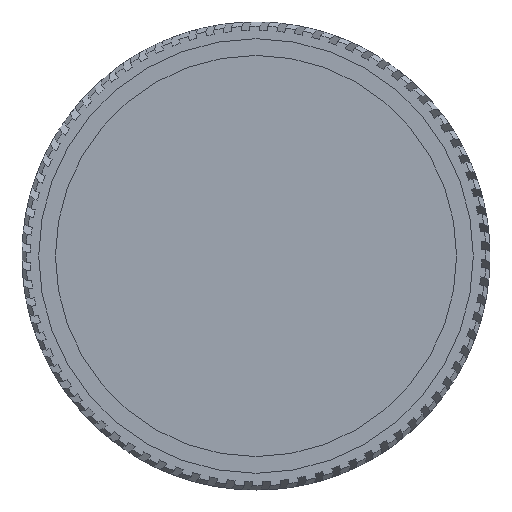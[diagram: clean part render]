
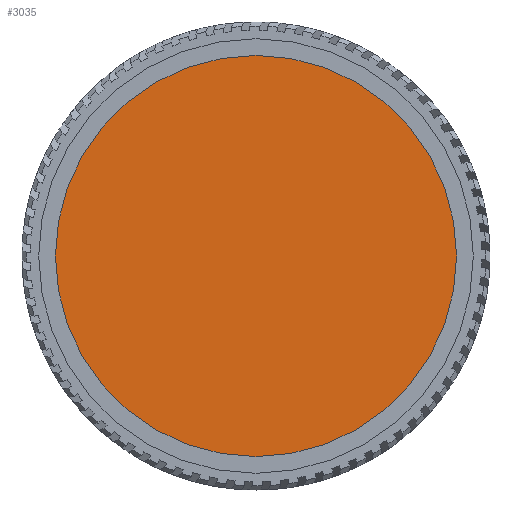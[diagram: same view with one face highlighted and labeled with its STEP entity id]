
A CAD part, front view. The second image highlights one B-rep face of the part: STEP entity #3035.
In plain terms, the highlighted planar face has unit normal (0, -1, 0).
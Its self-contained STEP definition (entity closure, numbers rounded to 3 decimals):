
#356 = DIRECTION ( 'NONE',  ( 0., 1., 0. ) ) ;
#767 = EDGE_LOOP ( 'NONE', ( #11164, #8313 ) ) ;
#2077 = PLANE ( 'NONE',  #19307 ) ;
#2794 = CARTESIAN_POINT ( 'NONE',  ( 0., 18.871, -24. ) ) ;
#3035 = ADVANCED_FACE ( 'NONE', ( #4369 ), #2077, .F. ) ;
#3498 = DIRECTION ( 'NONE',  ( 0., 0., 1. ) ) ;
#3764 = AXIS2_PLACEMENT_3D ( 'NONE', #6688, #356, #8412 ) ;
#4369 = FACE_OUTER_BOUND ( 'NONE', #767, .T. ) ;
#6646 = CARTESIAN_POINT ( 'NONE',  ( 0., 18.871, 0. ) ) ;
#6688 = CARTESIAN_POINT ( 'NONE',  ( 0., 18.871, 0. ) ) ;
#7008 = DIRECTION ( 'NONE',  ( 0., 1., 0. ) ) ;
#7068 = CIRCLE ( 'NONE', #3764, 24. ) ;
#8249 = AXIS2_PLACEMENT_3D ( 'NONE', #6646, #18838, #3498 ) ;
#8313 = ORIENTED_EDGE ( 'NONE', *, *, #16961, .F. ) ;
#8412 = DIRECTION ( 'NONE',  ( 0., 0., 1. ) ) ;
#10119 = DIRECTION ( 'NONE',  ( 0., 0., 1. ) ) ;
#11164 = ORIENTED_EDGE ( 'NONE', *, *, #16125, .F. ) ;
#11582 = CARTESIAN_POINT ( 'NONE',  ( 0., 18.871, 0. ) ) ;
#12098 = VERTEX_POINT ( 'NONE', #2794 ) ;
#13580 = VERTEX_POINT ( 'NONE', #14105 ) ;
#14105 = CARTESIAN_POINT ( 'NONE',  ( 0., 18.871, 24. ) ) ;
#16125 = EDGE_CURVE ( 'NONE', #13580, #12098, #7068, .T. ) ;
#16961 = EDGE_CURVE ( 'NONE', #12098, #13580, #18257, .T. ) ;
#18257 = CIRCLE ( 'NONE', #8249, 24. ) ;
#18838 = DIRECTION ( 'NONE',  ( 0., 1., 0. ) ) ;
#19307 = AXIS2_PLACEMENT_3D ( 'NONE', #11582, #7008, #10119 ) ;
